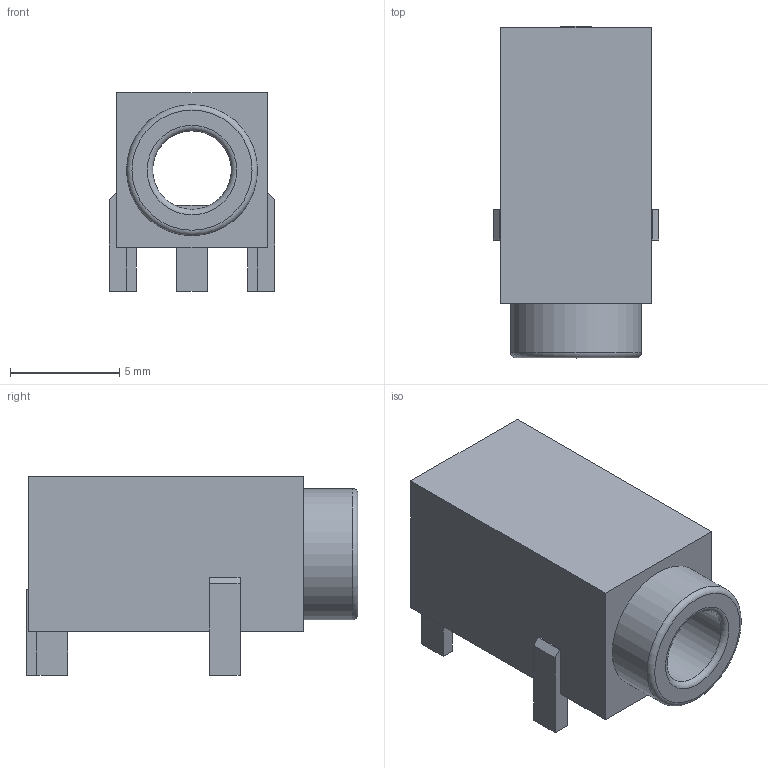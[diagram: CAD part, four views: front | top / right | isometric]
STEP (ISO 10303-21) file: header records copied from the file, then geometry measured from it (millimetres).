
FILE_DESCRIPTION(/* description */ (''),/* implementation_level */ '2;1');
FILE_NAME(/* name */ '3_5mm_4_pole_jack_socket v1.step',/* time_stamp */ '2023-09-10T03:42:29+02:00',/* author */ (''),/* organization */ (''),/* preprocessor_version */ 'ST-DEVELOPER v20',/* originating_system */ 'Autodesk Translation Framework v12.9.0.99',/* authorisation */ '');
FILE_SCHEMA (('AUTOMOTIVE_DESIGN { 1 0 10303 214 3 1 1 }'));
Length unit declared in the file: millimetre
Products named in the file (1): 3_5mm_4_pole_jack_socket
Bounding box: 7.6 x 15.2 x 9.1 mm (x, y, z)
Volume: 546.4 mm3; surface area: 692.7 mm2
Topology: 1 solids, 1 shells, 42 faces, 114 edges, 76 vertices
Faces by surface type: plane 38, cylinder 2, torus 2
Full cylindrical faces by diameter (mm): 3.6 x1, 6 x1
Entity records: 1347 total; most frequent: CARTESIAN_POINT 233, ORIENTED_EDGE 228, DIRECTION 212, EDGE_CURVE 114, LINE 102, VECTOR 102, VERTEX_POINT 76, AXIS2_PLACEMENT_3D 55
